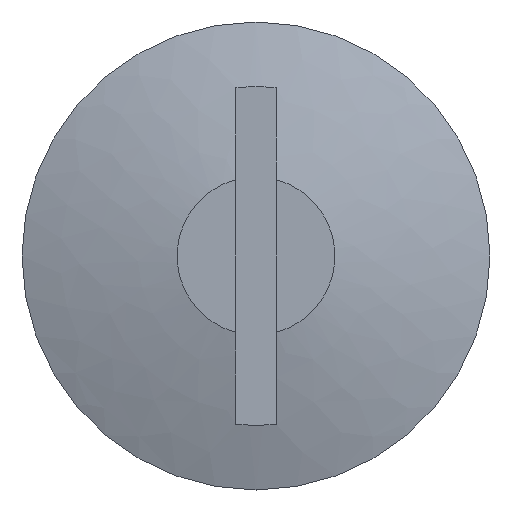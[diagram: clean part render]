
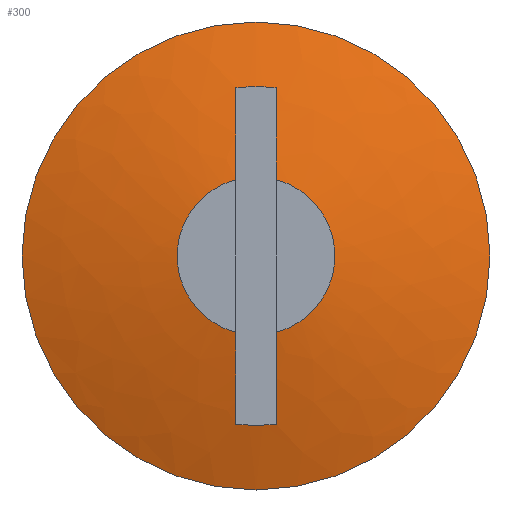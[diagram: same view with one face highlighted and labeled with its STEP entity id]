
A CAD part, left-side view. The second image highlights one B-rep face of the part: STEP entity #300.
In plain terms, the highlighted free-form (B-spline) face has degree [2, 2] with [3, 9] control points.
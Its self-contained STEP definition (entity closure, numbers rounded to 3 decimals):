
#28=(
BOUNDED_CURVE()
B_SPLINE_CURVE(2,(#1022,#1023,#1024),.UNSPECIFIED.,.F.,.F.)
B_SPLINE_CURVE_WITH_KNOTS((3,3),(1.245,1.302),
 .UNSPECIFIED.)
CURVE()
GEOMETRIC_REPRESENTATION_ITEM()
RATIONAL_B_SPLINE_CURVE((1.,0.999,0.999))
REPRESENTATION_ITEM('')
);
#29=(
BOUNDED_SURFACE()
B_SPLINE_SURFACE(2,2,((#991,#992,#993,#994,#995,#996,#997,#998,#999),(#1000,
#1001,#1002,#1003,#1004,#1005,#1006,#1007,#1008),(#1009,#1010,#1011,#1012,
#1013,#1014,#1015,#1016,#1017)),.UNSPECIFIED.,.F.,.T.,.F.)
B_SPLINE_SURFACE_WITH_KNOTS((3,3),(3,2,2,2,3),(-1.38,-1.245),
(-3.142,-1.571,0.,1.571,3.142),
 .UNSPECIFIED.)
GEOMETRIC_REPRESENTATION_ITEM()
RATIONAL_B_SPLINE_SURFACE(((1.,0.707,1.,0.707,1.,
0.707,1.,0.707,1.),(0.998,0.705,
0.998,0.705,0.998,0.705,
0.998,0.705,0.998),(1.,0.707,
1.,0.707,1.,0.707,1.,0.707,1.)))
REPRESENTATION_ITEM('')
SURFACE()
);
#30=ELLIPSE('',#362,15.874,4.59);
#31=ELLIPSE('',#364,15.874,4.59);
#74=FACE_OUTER_BOUND('',#96,.T.);
#96=EDGE_LOOP('',(#248,#249,#250,#251,#252,#253,#254,#255,#256,#257,#258,
#259,#260));
#122=CIRCLE('',#358,7.95);
#123=CIRCLE('',#359,7.95);
#124=CIRCLE('',#360,7.95);
#125=CIRCLE('',#365,10.99);
#126=CIRCLE('',#366,10.99);
#127=CIRCLE('',#367,3.71);
#128=CIRCLE('',#368,3.71);
#146=B_SPLINE_CURVE_WITH_KNOTS('',3,(#971,#972,#973,#974,#975,#976),
 .UNSPECIFIED.,.F.,.F.,(4,2,4),(0.356,0.451,0.773),
 .UNSPECIFIED.);
#147=B_SPLINE_CURVE_WITH_KNOTS('',3,(#982,#983,#984,#985,#986,#987),
 .UNSPECIFIED.,.F.,.F.,(4,2,4),(0.356,0.451,0.773),
 .UNSPECIFIED.);
#157=VERTEX_POINT('',#959);
#158=VERTEX_POINT('',#960);
#159=VERTEX_POINT('',#962);
#160=VERTEX_POINT('',#964);
#161=VERTEX_POINT('',#966);
#162=VERTEX_POINT('',#970);
#163=VERTEX_POINT('',#977);
#164=VERTEX_POINT('',#981);
#165=VERTEX_POINT('',#988);
#166=VERTEX_POINT('',#1018);
#167=VERTEX_POINT('',#1019);
#189=EDGE_CURVE('',#157,#158,#122,.T.);
#191=EDGE_CURVE('',#160,#159,#123,.T.);
#192=EDGE_CURVE('',#161,#160,#124,.T.);
#194=EDGE_CURVE('',#162,#157,#146,.T.);
#196=EDGE_CURVE('',#159,#163,#30,.T.);
#197=EDGE_CURVE('',#164,#161,#147,.T.);
#199=EDGE_CURVE('',#158,#165,#31,.T.);
#200=EDGE_CURVE('',#166,#167,#125,.T.);
#201=EDGE_CURVE('',#167,#166,#126,.T.);
#202=EDGE_CURVE('',#167,#160,#28,.T.);
#203=EDGE_CURVE('',#163,#162,#127,.T.);
#204=EDGE_CURVE('',#165,#164,#128,.T.);
#248=ORIENTED_EDGE('',*,*,#200,.F.);
#249=ORIENTED_EDGE('',*,*,#201,.F.);
#250=ORIENTED_EDGE('',*,*,#202,.T.);
#251=ORIENTED_EDGE('',*,*,#191,.T.);
#252=ORIENTED_EDGE('',*,*,#196,.T.);
#253=ORIENTED_EDGE('',*,*,#203,.T.);
#254=ORIENTED_EDGE('',*,*,#194,.T.);
#255=ORIENTED_EDGE('',*,*,#189,.T.);
#256=ORIENTED_EDGE('',*,*,#199,.T.);
#257=ORIENTED_EDGE('',*,*,#204,.T.);
#258=ORIENTED_EDGE('',*,*,#197,.T.);
#259=ORIENTED_EDGE('',*,*,#192,.T.);
#260=ORIENTED_EDGE('',*,*,#202,.F.);
#300=ADVANCED_FACE('',(#74),#29,.F.);
#358=AXIS2_PLACEMENT_3D('',#961,#415,#416);
#359=AXIS2_PLACEMENT_3D('',#965,#418,#419);
#360=AXIS2_PLACEMENT_3D('',#967,#420,#421);
#362=AXIS2_PLACEMENT_3D('',#979,#426,#427);
#364=AXIS2_PLACEMENT_3D('',#990,#431,#432);
#365=AXIS2_PLACEMENT_3D('',#1020,#433,#434);
#366=AXIS2_PLACEMENT_3D('',#1021,#435,#436);
#367=AXIS2_PLACEMENT_3D('',#1025,#437,#438);
#368=AXIS2_PLACEMENT_3D('',#1026,#439,#440);
#415=DIRECTION('center_axis',(1.,0.,0.));
#416=DIRECTION('ref_axis',(0.,0.,-1.));
#418=DIRECTION('center_axis',(1.,0.,0.));
#419=DIRECTION('ref_axis',(0.,0.,-1.));
#420=DIRECTION('center_axis',(1.,0.,0.));
#421=DIRECTION('ref_axis',(0.,0.,-1.));
#426=DIRECTION('center_axis',(0.,-1.,0.));
#427=DIRECTION('ref_axis',(-0.252,0.,-0.968));
#431=DIRECTION('center_axis',(0.,1.,0.));
#432=DIRECTION('ref_axis',(-0.252,0.,0.968));
#433=DIRECTION('center_axis',(1.,0.,0.));
#434=DIRECTION('ref_axis',(0.,0.,-1.));
#435=DIRECTION('center_axis',(1.,0.,0.));
#436=DIRECTION('ref_axis',(0.,0.,-1.));
#437=DIRECTION('center_axis',(1.,0.,0.));
#438=DIRECTION('ref_axis',(0.,0.,-1.));
#439=DIRECTION('center_axis',(1.,0.,0.));
#440=DIRECTION('ref_axis',(0.,0.,-1.));
#959=CARTESIAN_POINT('',(-7.,-0.95,-7.893));
#960=CARTESIAN_POINT('',(-7.,0.95,-7.893));
#961=CARTESIAN_POINT('Origin',(-7.,0.,0.));
#962=CARTESIAN_POINT('',(-7.,-0.95,7.893));
#964=CARTESIAN_POINT('',(-7.,0.,7.95));
#965=CARTESIAN_POINT('Origin',(-7.,0.,0.));
#966=CARTESIAN_POINT('',(-7.,0.95,7.893));
#967=CARTESIAN_POINT('Origin',(-7.,0.,0.));
#970=CARTESIAN_POINT('',(-7.99,-0.95,-3.586));
#971=CARTESIAN_POINT('Ctrl Pts',(-7.99,-0.95,-3.586));
#972=CARTESIAN_POINT('Ctrl Pts',(-7.93,-0.95,-3.909));
#973=CARTESIAN_POINT('Ctrl Pts',(-7.866,-0.95,-4.233));
#974=CARTESIAN_POINT('Ctrl Pts',(-7.571,-0.95,-5.662));
#975=CARTESIAN_POINT('Ctrl Pts',(-7.304,-0.95,-6.778));
#976=CARTESIAN_POINT('Ctrl Pts',(-7.,-0.95,-7.893));
#977=CARTESIAN_POINT('',(-7.99,-0.95,3.586));
#979=CARTESIAN_POINT('Origin',(-2.726,-0.95,6.108));
#981=CARTESIAN_POINT('',(-7.99,0.95,3.586));
#982=CARTESIAN_POINT('Ctrl Pts',(-7.99,0.95,3.586));
#983=CARTESIAN_POINT('Ctrl Pts',(-7.93,0.95,3.909));
#984=CARTESIAN_POINT('Ctrl Pts',(-7.866,0.95,4.233));
#985=CARTESIAN_POINT('Ctrl Pts',(-7.571,0.95,5.662));
#986=CARTESIAN_POINT('Ctrl Pts',(-7.304,0.95,6.778));
#987=CARTESIAN_POINT('Ctrl Pts',(-7.,0.95,7.893));
#988=CARTESIAN_POINT('',(-7.99,0.95,-3.586));
#990=CARTESIAN_POINT('Origin',(-2.726,0.95,-6.108));
#991=CARTESIAN_POINT('Ctrl Pts',(-7.99,0.,3.71));
#992=CARTESIAN_POINT('Ctrl Pts',(-7.99,-3.71,3.71));
#993=CARTESIAN_POINT('Ctrl Pts',(-7.99,-3.71,0.));
#994=CARTESIAN_POINT('Ctrl Pts',(-7.99,-3.71,-3.71));
#995=CARTESIAN_POINT('Ctrl Pts',(-7.99,0.,-3.71));
#996=CARTESIAN_POINT('Ctrl Pts',(-7.99,3.71,-3.71));
#997=CARTESIAN_POINT('Ctrl Pts',(-7.99,3.71,0.));
#998=CARTESIAN_POINT('Ctrl Pts',(-7.99,3.71,3.71));
#999=CARTESIAN_POINT('Ctrl Pts',(-7.99,0.,3.71));
#1000=CARTESIAN_POINT('Ctrl Pts',(-7.276,0.,7.415));
#1001=CARTESIAN_POINT('Ctrl Pts',(-7.276,-7.415,7.415));
#1002=CARTESIAN_POINT('Ctrl Pts',(-7.276,-7.415,0.));
#1003=CARTESIAN_POINT('Ctrl Pts',(-7.276,-7.415,-7.415));
#1004=CARTESIAN_POINT('Ctrl Pts',(-7.276,0.,-7.415));
#1005=CARTESIAN_POINT('Ctrl Pts',(-7.276,7.415,-7.415));
#1006=CARTESIAN_POINT('Ctrl Pts',(-7.276,7.415,0.));
#1007=CARTESIAN_POINT('Ctrl Pts',(-7.276,7.415,7.415));
#1008=CARTESIAN_POINT('Ctrl Pts',(-7.276,0.,7.415));
#1009=CARTESIAN_POINT('Ctrl Pts',(-6.07,0.,10.99));
#1010=CARTESIAN_POINT('Ctrl Pts',(-6.07,-10.99,10.99));
#1011=CARTESIAN_POINT('Ctrl Pts',(-6.07,-10.99,0.));
#1012=CARTESIAN_POINT('Ctrl Pts',(-6.07,-10.99,-10.99));
#1013=CARTESIAN_POINT('Ctrl Pts',(-6.07,0.,-10.99));
#1014=CARTESIAN_POINT('Ctrl Pts',(-6.07,10.99,-10.99));
#1015=CARTESIAN_POINT('Ctrl Pts',(-6.07,10.99,0.));
#1016=CARTESIAN_POINT('Ctrl Pts',(-6.07,10.99,10.99));
#1017=CARTESIAN_POINT('Ctrl Pts',(-6.07,0.,10.99));
#1018=CARTESIAN_POINT('',(-6.07,10.99,0.));
#1019=CARTESIAN_POINT('',(-6.07,0.,10.99));
#1020=CARTESIAN_POINT('Origin',(-6.07,0.,0.));
#1021=CARTESIAN_POINT('Origin',(-6.07,0.,0.));
#1022=CARTESIAN_POINT('Ctrl Pts',(-6.07,0.,10.99));
#1023=CARTESIAN_POINT('Ctrl Pts',(-6.578,0.,9.483));
#1024=CARTESIAN_POINT('Ctrl Pts',(-7.,0.,7.95));
#1025=CARTESIAN_POINT('Origin',(-7.99,0.,0.));
#1026=CARTESIAN_POINT('Origin',(-7.99,0.,0.));
